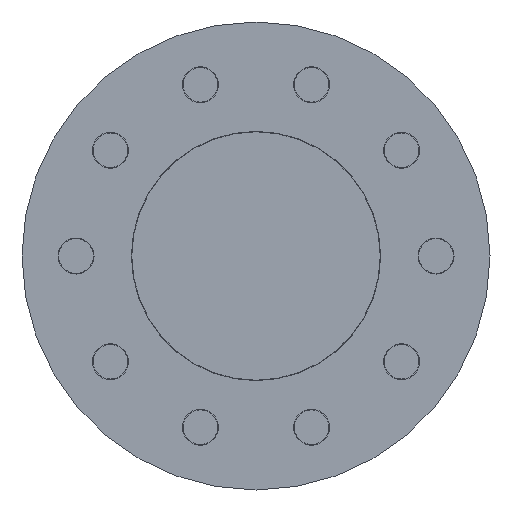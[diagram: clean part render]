
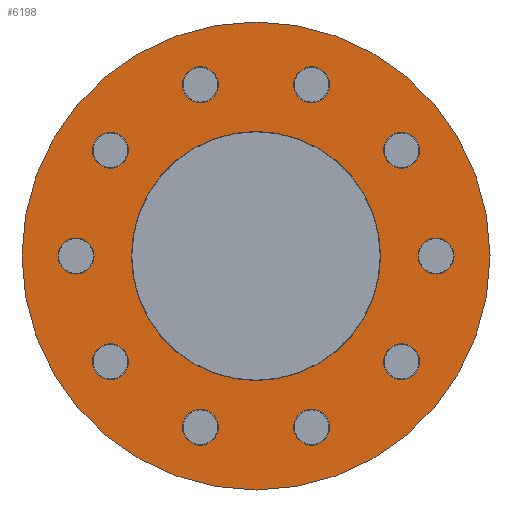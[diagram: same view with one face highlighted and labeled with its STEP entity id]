
A CAD part, front view. The second image highlights one B-rep face of the part: STEP entity #6198.
In plain terms, the highlighted face is planar.
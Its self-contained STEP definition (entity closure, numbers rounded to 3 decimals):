
#1=CARTESIAN_POINT('',(-77.254,-237.764,0.));
#2=DIRECTION('',(0.,0.,1.));
#3=DIRECTION('',(-1.,0.,0.));
#4=AXIS2_PLACEMENT_3D('',#1,#2,#3);
#6=CARTESIAN_POINT('',(-77.254,-237.764,0.));
#7=DIRECTION('',(0.,0.,1.));
#8=DIRECTION('',(1.,0.,0.));
#9=AXIS2_PLACEMENT_3D('',#6,#7,#8);
#11=CARTESIAN_POINT('',(-202.254,-146.946,0.));
#12=DIRECTION('',(0.,0.,1.));
#13=DIRECTION('',(-1.,0.,0.));
#14=AXIS2_PLACEMENT_3D('',#11,#12,#13);
#16=CARTESIAN_POINT('',(-202.254,-146.946,0.));
#17=DIRECTION('',(0.,0.,1.));
#18=DIRECTION('',(1.,0.,0.));
#19=AXIS2_PLACEMENT_3D('',#16,#17,#18);
#21=CARTESIAN_POINT('',(-250.,0.,0.));
#22=DIRECTION('',(0.,0.,1.));
#23=DIRECTION('',(-1.,0.,0.));
#24=AXIS2_PLACEMENT_3D('',#21,#22,#23);
#26=CARTESIAN_POINT('',(-250.,0.,0.));
#27=DIRECTION('',(0.,0.,1.));
#28=DIRECTION('',(1.,0.,0.));
#29=AXIS2_PLACEMENT_3D('',#26,#27,#28);
#31=CARTESIAN_POINT('',(-202.254,146.946,0.));
#32=DIRECTION('',(0.,0.,1.));
#33=DIRECTION('',(-1.,0.,0.));
#34=AXIS2_PLACEMENT_3D('',#31,#32,#33);
#36=CARTESIAN_POINT('',(-202.254,146.946,0.));
#37=DIRECTION('',(0.,0.,1.));
#38=DIRECTION('',(1.,0.,0.));
#39=AXIS2_PLACEMENT_3D('',#36,#37,#38);
#41=CARTESIAN_POINT('',(-77.254,237.764,0.));
#42=DIRECTION('',(0.,0.,1.));
#43=DIRECTION('',(-1.,0.,0.));
#44=AXIS2_PLACEMENT_3D('',#41,#42,#43);
#46=CARTESIAN_POINT('',(-77.254,237.764,0.));
#47=DIRECTION('',(0.,0.,1.));
#48=DIRECTION('',(1.,0.,0.));
#49=AXIS2_PLACEMENT_3D('',#46,#47,#48);
#51=CARTESIAN_POINT('',(77.254,237.764,0.));
#52=DIRECTION('',(0.,0.,1.));
#53=DIRECTION('',(-1.,0.,0.));
#54=AXIS2_PLACEMENT_3D('',#51,#52,#53);
#56=CARTESIAN_POINT('',(77.254,237.764,0.));
#57=DIRECTION('',(0.,0.,1.));
#58=DIRECTION('',(1.,0.,0.));
#59=AXIS2_PLACEMENT_3D('',#56,#57,#58);
#61=CARTESIAN_POINT('',(202.254,146.946,0.));
#62=DIRECTION('',(0.,0.,1.));
#63=DIRECTION('',(-1.,0.,0.));
#64=AXIS2_PLACEMENT_3D('',#61,#62,#63);
#66=CARTESIAN_POINT('',(202.254,146.946,0.));
#67=DIRECTION('',(0.,0.,1.));
#68=DIRECTION('',(1.,0.,0.));
#69=AXIS2_PLACEMENT_3D('',#66,#67,#68);
#71=CARTESIAN_POINT('',(250.,0.,0.));
#72=DIRECTION('',(0.,0.,1.));
#73=DIRECTION('',(-1.,0.,0.));
#74=AXIS2_PLACEMENT_3D('',#71,#72,#73);
#76=CARTESIAN_POINT('',(250.,0.,0.));
#77=DIRECTION('',(0.,0.,1.));
#78=DIRECTION('',(1.,0.,0.));
#79=AXIS2_PLACEMENT_3D('',#76,#77,#78);
#81=CARTESIAN_POINT('',(202.254,-146.946,0.));
#82=DIRECTION('',(0.,0.,1.));
#83=DIRECTION('',(-1.,0.,0.));
#84=AXIS2_PLACEMENT_3D('',#81,#82,#83);
#86=CARTESIAN_POINT('',(202.254,-146.946,0.));
#87=DIRECTION('',(0.,0.,1.));
#88=DIRECTION('',(1.,0.,0.));
#89=AXIS2_PLACEMENT_3D('',#86,#87,#88);
#91=CARTESIAN_POINT('',(0.,0.,0.));
#92=DIRECTION('',(0.,0.,-1.));
#93=DIRECTION('',(1.,0.,0.));
#94=AXIS2_PLACEMENT_3D('',#91,#92,#93);
#96=CARTESIAN_POINT('',(0.,0.,0.));
#97=DIRECTION('',(0.,0.,-1.));
#98=DIRECTION('',(-1.,0.,0.));
#99=AXIS2_PLACEMENT_3D('',#96,#97,#98);
#101=CARTESIAN_POINT('',(0.,0.,0.));
#102=DIRECTION('',(0.,0.,1.));
#103=DIRECTION('',(1.,0.,0.));
#104=AXIS2_PLACEMENT_3D('',#101,#102,#103);
#106=CARTESIAN_POINT('',(0.,0.,0.));
#107=DIRECTION('',(0.,0.,1.));
#108=DIRECTION('',(-1.,0.,0.));
#109=AXIS2_PLACEMENT_3D('',#106,#107,#108);
#111=CARTESIAN_POINT('',(77.254,-237.764,0.));
#112=DIRECTION('',(0.,0.,1.));
#113=DIRECTION('',(-1.,0.,0.));
#114=AXIS2_PLACEMENT_3D('',#111,#112,#113);
#116=CARTESIAN_POINT('',(77.254,-237.764,0.));
#117=DIRECTION('',(0.,0.,1.));
#118=DIRECTION('',(1.,0.,0.));
#119=AXIS2_PLACEMENT_3D('',#116,#117,#118);
#4613=CARTESIAN_POINT('',(173.,0.,0.));
#4614=CARTESIAN_POINT('',(-173.,0.,0.));
#4615=VERTEX_POINT('',#4613);
#4616=VERTEX_POINT('',#4614);
#4617=CARTESIAN_POINT('',(325.,0.,0.));
#4618=CARTESIAN_POINT('',(-325.,0.,0.));
#4619=VERTEX_POINT('',#4617);
#4620=VERTEX_POINT('',#4618);
#4637=CARTESIAN_POINT('',(52.254,-237.764,0.));
#4638=CARTESIAN_POINT('',(102.254,-237.764,0.));
#4639=VERTEX_POINT('',#4637);
#4640=VERTEX_POINT('',#4638);
#4653=CARTESIAN_POINT('',(177.254,-146.946,0.));
#4654=CARTESIAN_POINT('',(227.254,-146.946,0.));
#4655=VERTEX_POINT('',#4653);
#4656=VERTEX_POINT('',#4654);
#4669=CARTESIAN_POINT('',(225.,0.,0.));
#4670=CARTESIAN_POINT('',(275.,0.,0.));
#4671=VERTEX_POINT('',#4669);
#4672=VERTEX_POINT('',#4670);
#4685=CARTESIAN_POINT('',(177.254,146.946,0.));
#4686=CARTESIAN_POINT('',(227.254,146.946,0.));
#4687=VERTEX_POINT('',#4685);
#4688=VERTEX_POINT('',#4686);
#4701=CARTESIAN_POINT('',(52.254,237.764,0.));
#4702=CARTESIAN_POINT('',(102.254,237.764,0.));
#4703=VERTEX_POINT('',#4701);
#4704=VERTEX_POINT('',#4702);
#4717=CARTESIAN_POINT('',(-102.254,237.764,0.));
#4718=CARTESIAN_POINT('',(-52.254,237.764,0.));
#4719=VERTEX_POINT('',#4717);
#4720=VERTEX_POINT('',#4718);
#4733=CARTESIAN_POINT('',(-227.254,146.946,0.));
#4734=CARTESIAN_POINT('',(-177.254,146.946,0.));
#4735=VERTEX_POINT('',#4733);
#4736=VERTEX_POINT('',#4734);
#4749=CARTESIAN_POINT('',(-275.,0.,0.));
#4750=CARTESIAN_POINT('',(-225.,0.,0.));
#4751=VERTEX_POINT('',#4749);
#4752=VERTEX_POINT('',#4750);
#4765=CARTESIAN_POINT('',(-227.254,-146.946,0.));
#4766=CARTESIAN_POINT('',(-177.254,-146.946,0.));
#4767=VERTEX_POINT('',#4765);
#4768=VERTEX_POINT('',#4766);
#4781=CARTESIAN_POINT('',(-102.254,-237.764,0.));
#4782=CARTESIAN_POINT('',(-52.254,-237.764,0.));
#4783=VERTEX_POINT('',#4781);
#4784=VERTEX_POINT('',#4782);
#6121=CARTESIAN_POINT('',(0.,0.,0.));
#6122=DIRECTION('',(0.,0.,1.));
#6123=DIRECTION('',(1.,0.,0.));
#6124=AXIS2_PLACEMENT_3D('',#6121,#6122,#6123);
#6125=PLANE('',#6124);
#6127=ORIENTED_EDGE('',*,*,#6126,.T.);
#6129=ORIENTED_EDGE('',*,*,#6128,.T.);
#6130=EDGE_LOOP('',(#6127,#6129));
#6131=FACE_OUTER_BOUND('',#6130,.F.);
#6133=ORIENTED_EDGE('',*,*,#6132,.F.);
#6135=ORIENTED_EDGE('',*,*,#6134,.F.);
#6136=EDGE_LOOP('',(#6133,#6135));
#6137=FACE_BOUND('',#6136,.F.);
#6139=ORIENTED_EDGE('',*,*,#6138,.F.);
#6141=ORIENTED_EDGE('',*,*,#6140,.F.);
#6142=EDGE_LOOP('',(#6139,#6141));
#6143=FACE_BOUND('',#6142,.F.);
#6145=ORIENTED_EDGE('',*,*,#6144,.F.);
#6147=ORIENTED_EDGE('',*,*,#6146,.F.);
#6148=EDGE_LOOP('',(#6145,#6147));
#6149=FACE_BOUND('',#6148,.F.);
#6151=ORIENTED_EDGE('',*,*,#6150,.F.);
#6153=ORIENTED_EDGE('',*,*,#6152,.F.);
#6154=EDGE_LOOP('',(#6151,#6153));
#6155=FACE_BOUND('',#6154,.F.);
#6157=ORIENTED_EDGE('',*,*,#6156,.F.);
#6159=ORIENTED_EDGE('',*,*,#6158,.F.);
#6160=EDGE_LOOP('',(#6157,#6159));
#6161=FACE_BOUND('',#6160,.F.);
#6163=ORIENTED_EDGE('',*,*,#6162,.F.);
#6165=ORIENTED_EDGE('',*,*,#6164,.F.);
#6166=EDGE_LOOP('',(#6163,#6165));
#6167=FACE_BOUND('',#6166,.F.);
#6169=ORIENTED_EDGE('',*,*,#6168,.F.);
#6171=ORIENTED_EDGE('',*,*,#6170,.F.);
#6172=EDGE_LOOP('',(#6169,#6171));
#6173=FACE_BOUND('',#6172,.F.);
#6175=ORIENTED_EDGE('',*,*,#6174,.F.);
#6177=ORIENTED_EDGE('',*,*,#6176,.F.);
#6178=EDGE_LOOP('',(#6175,#6177));
#6179=FACE_BOUND('',#6178,.F.);
#6181=ORIENTED_EDGE('',*,*,#6180,.F.);
#6183=ORIENTED_EDGE('',*,*,#6182,.F.);
#6184=EDGE_LOOP('',(#6181,#6183));
#6185=FACE_BOUND('',#6184,.F.);
#6187=ORIENTED_EDGE('',*,*,#6186,.T.);
#6189=ORIENTED_EDGE('',*,*,#6188,.T.);
#6190=EDGE_LOOP('',(#6187,#6189));
#6191=FACE_BOUND('',#6190,.F.);
#6193=ORIENTED_EDGE('',*,*,#6192,.F.);
#6195=ORIENTED_EDGE('',*,*,#6194,.F.);
#6196=EDGE_LOOP('',(#6193,#6195));
#6197=FACE_BOUND('',#6196,.F.);
#6198=ADVANCED_FACE('',(#6131,#6137,#6143,#6149,#6155,#6161,#6167,#6173,#6179,
#6185,#6191,#6197),#6125,.F.);
#5=CIRCLE('',#4,25.);
#10=CIRCLE('',#9,25.);
#15=CIRCLE('',#14,25.);
#20=CIRCLE('',#19,25.);
#25=CIRCLE('',#24,25.);
#30=CIRCLE('',#29,25.);
#35=CIRCLE('',#34,25.);
#40=CIRCLE('',#39,25.);
#45=CIRCLE('',#44,25.);
#50=CIRCLE('',#49,25.);
#55=CIRCLE('',#54,25.);
#60=CIRCLE('',#59,25.);
#65=CIRCLE('',#64,25.);
#70=CIRCLE('',#69,25.);
#75=CIRCLE('',#74,25.);
#80=CIRCLE('',#79,25.);
#85=CIRCLE('',#84,25.);
#90=CIRCLE('',#89,25.);
#95=CIRCLE('',#94,173.);
#100=CIRCLE('',#99,173.);
#105=CIRCLE('',#104,325.);
#110=CIRCLE('',#109,325.);
#115=CIRCLE('',#114,25.);
#120=CIRCLE('',#119,25.);
#6126=EDGE_CURVE('',#4619,#4620,#105,.T.);
#6128=EDGE_CURVE('',#4620,#4619,#110,.T.);
#6132=EDGE_CURVE('',#4783,#4784,#5,.T.);
#6134=EDGE_CURVE('',#4784,#4783,#10,.T.);
#6138=EDGE_CURVE('',#4767,#4768,#15,.T.);
#6140=EDGE_CURVE('',#4768,#4767,#20,.T.);
#6144=EDGE_CURVE('',#4751,#4752,#25,.T.);
#6146=EDGE_CURVE('',#4752,#4751,#30,.T.);
#6150=EDGE_CURVE('',#4735,#4736,#35,.T.);
#6152=EDGE_CURVE('',#4736,#4735,#40,.T.);
#6156=EDGE_CURVE('',#4719,#4720,#45,.T.);
#6158=EDGE_CURVE('',#4720,#4719,#50,.T.);
#6162=EDGE_CURVE('',#4703,#4704,#55,.T.);
#6164=EDGE_CURVE('',#4704,#4703,#60,.T.);
#6168=EDGE_CURVE('',#4687,#4688,#65,.T.);
#6170=EDGE_CURVE('',#4688,#4687,#70,.T.);
#6174=EDGE_CURVE('',#4671,#4672,#75,.T.);
#6176=EDGE_CURVE('',#4672,#4671,#80,.T.);
#6180=EDGE_CURVE('',#4655,#4656,#85,.T.);
#6182=EDGE_CURVE('',#4656,#4655,#90,.T.);
#6186=EDGE_CURVE('',#4615,#4616,#95,.T.);
#6188=EDGE_CURVE('',#4616,#4615,#100,.T.);
#6192=EDGE_CURVE('',#4639,#4640,#115,.T.);
#6194=EDGE_CURVE('',#4640,#4639,#120,.T.);
